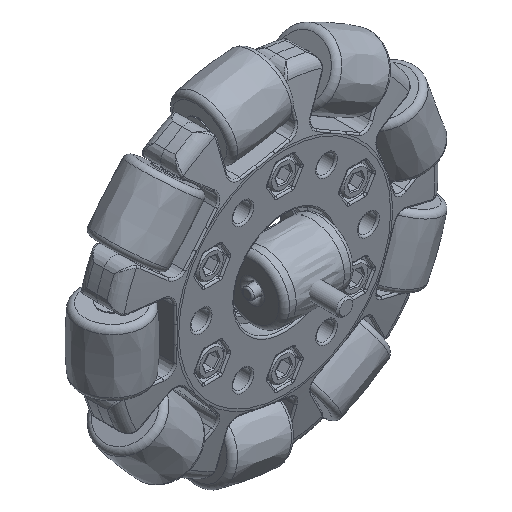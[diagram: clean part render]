
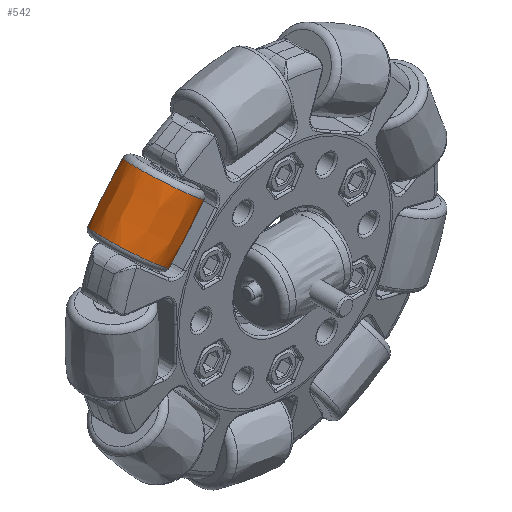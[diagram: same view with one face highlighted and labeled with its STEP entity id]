
A CAD part, isometric view. The second image highlights one B-rep face of the part: STEP entity #542.
In plain terms, the highlighted free-form (B-spline) face has degree [3, 3] with [4, 7] control points.
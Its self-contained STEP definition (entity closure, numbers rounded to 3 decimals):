
#542 = ADVANCED_FACE( '', ( #1174, #1175 ), #1176, .T. );
#1174 = FACE_OUTER_BOUND( '', #2532, .T. );
#1175 = FACE_OUTER_BOUND( '', #2533, .T. );
#1176 = ( B_SPLINE_SURFACE( 3, 3, ( ( #2535, #2536, #2537, #2538, #2539, #2540, #2541 ), ( #2542, #2543, #2544, #2545, #2546, #2547, #2548 ), ( #2549, #2550, #2551, #2552, #2553, #2554, #2555 ), ( #2556, #2557, #2558, #2559, #2560, #2561, #2562 ) ), .UNSPECIFIED., .F., .T., .F. )B_SPLINE_SURFACE_WITH_KNOTS( ( 4, 4 ), ( 4, 3, 4 ), ( 0., 6.283 ), ( -0.088, 0., 0.088 ), .UNSPECIFIED. )RATIONAL_B_SPLINE_SURFACE( ( ( 1., 0.333, 0.333, 1., 0.333, 0.333, 1. ), ( 0.997, 0.332, 0.332, 0.997, 0.332, 0.332, 0.997 ), ( 0.997, 0.332, 0.332, 0.997, 0.332, 0.332, 0.997 ), ( 1., 0.333, 0.333, 1., 0.333, 0.333, 1. ) ) )BOUNDED_SURFACE(  )REPRESENTATION_ITEM( '' )GEOMETRIC_REPRESENTATION_ITEM(  )SURFACE(  ) );
#2532 = EDGE_LOOP( '', ( #7058 ) );
#2533 = EDGE_LOOP( '', ( #7059 ) );
#2535 = CARTESIAN_POINT( '', ( -7.809, 0., 9.181 ) );
#2536 = CARTESIAN_POINT( '', ( -7.809, 18.363, 9.181 ) );
#2537 = CARTESIAN_POINT( '', ( -7.809, 18.363, -9.181 ) );
#2538 = CARTESIAN_POINT( '', ( -7.809, 0., -9.181 ) );
#2539 = CARTESIAN_POINT( '', ( -7.809, -18.363, -9.181 ) );
#2540 = CARTESIAN_POINT( '', ( -7.809, -18.363, 9.181 ) );
#2541 = CARTESIAN_POINT( '', ( -7.809, 0., 9.181 ) );
#2542 = CARTESIAN_POINT( '', ( -2.61, 0., 9.64 ) );
#2543 = CARTESIAN_POINT( '', ( -2.61, 19.28, 9.64 ) );
#2544 = CARTESIAN_POINT( '', ( -2.61, 19.28, -9.64 ) );
#2545 = CARTESIAN_POINT( '', ( -2.61, 0., -9.64 ) );
#2546 = CARTESIAN_POINT( '', ( -2.61, -19.28, -9.64 ) );
#2547 = CARTESIAN_POINT( '', ( -2.61, -19.28, 9.64 ) );
#2548 = CARTESIAN_POINT( '', ( -2.61, 0., 9.64 ) );
#2549 = CARTESIAN_POINT( '', ( 2.61, 0., 9.64 ) );
#2550 = CARTESIAN_POINT( '', ( 2.61, 19.28, 9.64 ) );
#2551 = CARTESIAN_POINT( '', ( 2.61, 19.28, -9.64 ) );
#2552 = CARTESIAN_POINT( '', ( 2.61, 0., -9.64 ) );
#2553 = CARTESIAN_POINT( '', ( 2.61, -19.28, -9.64 ) );
#2554 = CARTESIAN_POINT( '', ( 2.61, -19.28, 9.64 ) );
#2555 = CARTESIAN_POINT( '', ( 2.61, 0., 9.64 ) );
#2556 = CARTESIAN_POINT( '', ( 7.809, 0., 9.181 ) );
#2557 = CARTESIAN_POINT( '', ( 7.809, 18.363, 9.181 ) );
#2558 = CARTESIAN_POINT( '', ( 7.809, 18.363, -9.181 ) );
#2559 = CARTESIAN_POINT( '', ( 7.809, 0., -9.181 ) );
#2560 = CARTESIAN_POINT( '', ( 7.809, -18.363, -9.181 ) );
#2561 = CARTESIAN_POINT( '', ( 7.809, -18.363, 9.181 ) );
#2562 = CARTESIAN_POINT( '', ( 7.809, 0., 9.181 ) );
#7058 = ORIENTED_EDGE( '', *, *, #11618, .T. );
#7059 = ORIENTED_EDGE( '', *, *, #11619, .T. );
#11618 = EDGE_CURVE( '', #13108, #13108, #13109, .T. );
#11619 = EDGE_CURVE( '', #13110, #13110, #13111, .T. );
#13108 = VERTEX_POINT( '', #15535 );
#13109 = CIRCLE( '', #15536, 9.181 );
#13110 = VERTEX_POINT( '', #15537 );
#13111 = CIRCLE( '', #15538, 9.181 );
#15535 = CARTESIAN_POINT( '', ( -7.809, 0., -9.181 ) );
#15536 = AXIS2_PLACEMENT_3D( '', #23419, #23420, #23421 );
#15537 = CARTESIAN_POINT( '', ( 7.809, 0., 9.181 ) );
#15538 = AXIS2_PLACEMENT_3D( '', #23422, #23423, #23424 );
#23419 = CARTESIAN_POINT( '', ( -7.809, 0., 0. ) );
#23420 = DIRECTION( '', ( 1., 0., 0. ) );
#23421 = DIRECTION( '', ( 0., 0., -1. ) );
#23422 = CARTESIAN_POINT( '', ( 7.809, 0., 0. ) );
#23423 = DIRECTION( '', ( -1., 0., 0. ) );
#23424 = DIRECTION( '', ( 0., 0., 1. ) );
